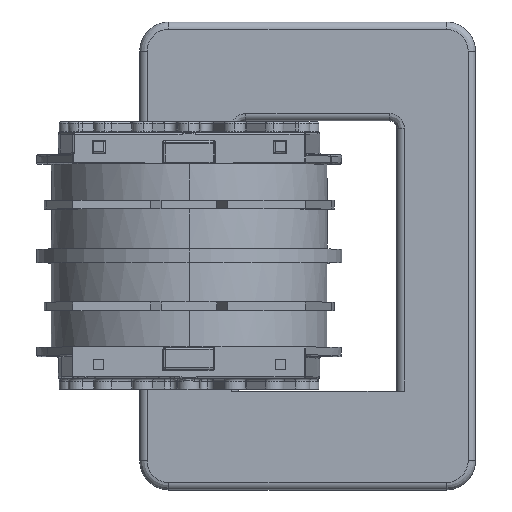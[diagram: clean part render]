
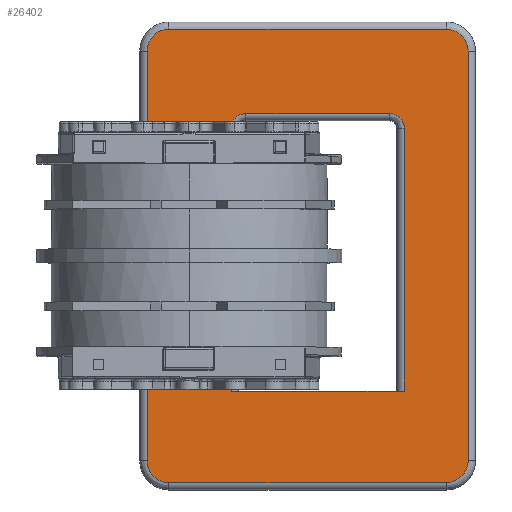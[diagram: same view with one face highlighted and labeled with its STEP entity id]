
A CAD part, top view. The second image highlights one B-rep face of the part: STEP entity #26402.
In plain terms, the highlighted free-form (B-spline) face has degree [1, 1] with [2, 2] control points.
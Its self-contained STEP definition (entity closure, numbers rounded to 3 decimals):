
#26402 = ADVANCED_FACE('',(#26403,#26465),#26511,.F.);
#26403 = FACE_BOUND('',#26404,.T.);
#26404 = EDGE_LOOP('',(#26405,#26414,#26422,#26429,#26437,#26444,#26452,
    #26459));
#26405 = ORIENTED_EDGE('',*,*,#26406,.T.);
#26406 = EDGE_CURVE('',#26407,#26409,#26411,.T.);
#26407 = VERTEX_POINT('',#26408);
#26408 = CARTESIAN_POINT('',(17.107,15.536,
    3.286));
#26409 = VERTEX_POINT('',#26410);
#26410 = CARTESIAN_POINT('',(-1.353,15.536,
    3.286));
#26411 = B_SPLINE_CURVE_WITH_KNOTS('',1,(#26412,#26413),.UNSPECIFIED.,
  .F.,.F.,(2,2),(-14.3,4.8),.PIECEWISE_BEZIER_KNOTS.);
#26412 = CARTESIAN_POINT('',(17.107,15.536,
    3.286));
#26413 = CARTESIAN_POINT('',(-1.353,15.536,
    3.286));
#26414 = ORIENTED_EDGE('',*,*,#26415,.T.);
#26415 = EDGE_CURVE('',#26409,#26416,#26418,.T.);
#26416 = VERTEX_POINT('',#26417);
#26417 = CARTESIAN_POINT('',(-2.803,14.086,
    3.286));
#26418 = ( BOUNDED_CURVE() B_SPLINE_CURVE(2,(#26419,#26420,#26421),
.UNSPECIFIED.,.F.,.F.) B_SPLINE_CURVE_WITH_KNOTS((3,3),(0.,
1.571),.PIECEWISE_BEZIER_KNOTS.) CURVE() 
GEOMETRIC_REPRESENTATION_ITEM() RATIONAL_B_SPLINE_CURVE((1.,
0.707,1.)) REPRESENTATION_ITEM('') );
#26419 = CARTESIAN_POINT('',(-1.353,15.536,
    3.286));
#26420 = CARTESIAN_POINT('',(-2.803,15.536,
    3.286));
#26421 = CARTESIAN_POINT('',(-2.803,14.086,
    3.286));
#26422 = ORIENTED_EDGE('',*,*,#26423,.T.);
#26423 = EDGE_CURVE('',#26416,#26424,#26426,.T.);
#26424 = VERTEX_POINT('',#26425);
#26425 = CARTESIAN_POINT('',(-2.803,-13.168,
    3.286));
#26426 = B_SPLINE_CURVE_WITH_KNOTS('',1,(#26427,#26428),.UNSPECIFIED.,
  .F.,.F.,(2,2),(2.,30.2),.PIECEWISE_BEZIER_KNOTS.);
#26427 = CARTESIAN_POINT('',(-2.803,14.086,
    3.286));
#26428 = CARTESIAN_POINT('',(-2.803,-13.168,
    3.286));
#26429 = ORIENTED_EDGE('',*,*,#26430,.T.);
#26430 = EDGE_CURVE('',#26424,#26431,#26433,.T.);
#26431 = VERTEX_POINT('',#26432);
#26432 = CARTESIAN_POINT('',(-1.353,-14.618,
    3.286));
#26433 = ( BOUNDED_CURVE() B_SPLINE_CURVE(2,(#26434,#26435,#26436),
.UNSPECIFIED.,.F.,.F.) B_SPLINE_CURVE_WITH_KNOTS((3,3),(1.571,
3.142),.PIECEWISE_BEZIER_KNOTS.) CURVE() 
GEOMETRIC_REPRESENTATION_ITEM() RATIONAL_B_SPLINE_CURVE((1.,
0.707,1.)) REPRESENTATION_ITEM('') );
#26434 = CARTESIAN_POINT('',(-2.803,-13.168,
    3.286));
#26435 = CARTESIAN_POINT('',(-2.803,-14.618,
    3.286));
#26436 = CARTESIAN_POINT('',(-1.353,-14.618,
    3.286));
#26437 = ORIENTED_EDGE('',*,*,#26438,.T.);
#26438 = EDGE_CURVE('',#26431,#26439,#26441,.T.);
#26439 = VERTEX_POINT('',#26440);
#26440 = CARTESIAN_POINT('',(17.107,-14.618,
    3.286));
#26441 = B_SPLINE_CURVE_WITH_KNOTS('',1,(#26442,#26443),.UNSPECIFIED.,
  .F.,.F.,(2,2),(-4.8,14.3),.PIECEWISE_BEZIER_KNOTS.);
#26442 = CARTESIAN_POINT('',(-1.353,-14.618,
    3.286));
#26443 = CARTESIAN_POINT('',(17.107,-14.618,
    3.286));
#26444 = ORIENTED_EDGE('',*,*,#26445,.T.);
#26445 = EDGE_CURVE('',#26439,#26446,#26448,.T.);
#26446 = VERTEX_POINT('',#26447);
#26447 = CARTESIAN_POINT('',(18.556,-13.168,
    3.286));
#26448 = ( BOUNDED_CURVE() B_SPLINE_CURVE(2,(#26449,#26450,#26451),
.UNSPECIFIED.,.F.,.F.) B_SPLINE_CURVE_WITH_KNOTS((3,3),(3.142,
4.712),.PIECEWISE_BEZIER_KNOTS.) CURVE() 
GEOMETRIC_REPRESENTATION_ITEM() RATIONAL_B_SPLINE_CURVE((1.,
0.707,1.)) REPRESENTATION_ITEM('') );
#26449 = CARTESIAN_POINT('',(17.107,-14.618,
    3.286));
#26450 = CARTESIAN_POINT('',(18.556,-14.618,
    3.286));
#26451 = CARTESIAN_POINT('',(18.556,-13.168,
    3.286));
#26452 = ORIENTED_EDGE('',*,*,#26453,.T.);
#26453 = EDGE_CURVE('',#26446,#26454,#26456,.T.);
#26454 = VERTEX_POINT('',#26455);
#26455 = CARTESIAN_POINT('',(18.556,14.086,
    3.286));
#26456 = B_SPLINE_CURVE_WITH_KNOTS('',1,(#26457,#26458),.UNSPECIFIED.,
  .F.,.F.,(2,2),(-28.2,0.),.PIECEWISE_BEZIER_KNOTS.);
#26457 = CARTESIAN_POINT('',(18.556,-13.168,
    3.286));
#26458 = CARTESIAN_POINT('',(18.556,14.086,
    3.286));
#26459 = ORIENTED_EDGE('',*,*,#26460,.T.);
#26460 = EDGE_CURVE('',#26454,#26407,#26461,.T.);
#26461 = ( BOUNDED_CURVE() B_SPLINE_CURVE(2,(#26462,#26463,#26464),
.UNSPECIFIED.,.F.,.F.) B_SPLINE_CURVE_WITH_KNOTS((3,3),(4.712,
6.283),.PIECEWISE_BEZIER_KNOTS.) CURVE() 
GEOMETRIC_REPRESENTATION_ITEM() RATIONAL_B_SPLINE_CURVE((1.,
0.707,1.)) REPRESENTATION_ITEM('') );
#26462 = CARTESIAN_POINT('',(18.556,14.086,
    3.286));
#26463 = CARTESIAN_POINT('',(18.556,15.536,
    3.286));
#26464 = CARTESIAN_POINT('',(17.107,15.536,
    3.286));
#26465 = FACE_BOUND('',#26466,.T.);
#26466 = EDGE_LOOP('',(#26467,#26476,#26483,#26490,#26498,#26505));
#26467 = ORIENTED_EDGE('',*,*,#26468,.T.);
#26468 = EDGE_CURVE('',#26469,#26471,#26473,.T.);
#26469 = VERTEX_POINT('',#26470);
#26470 = CARTESIAN_POINT('',(14.304,8.964,
    3.286));
#26471 = VERTEX_POINT('',#26472);
#26472 = CARTESIAN_POINT('',(14.304,-8.529,
    3.286));
#26473 = B_SPLINE_CURVE_WITH_KNOTS('',1,(#26474,#26475),.UNSPECIFIED.,
  .F.,.F.,(2,2),(7.3,25.4),.PIECEWISE_BEZIER_KNOTS.);
#26474 = CARTESIAN_POINT('',(14.304,8.964,
    3.286));
#26475 = CARTESIAN_POINT('',(14.304,-8.529,
    3.286));
#26476 = ORIENTED_EDGE('',*,*,#26477,.T.);
#26477 = EDGE_CURVE('',#26471,#26478,#26480,.T.);
#26478 = VERTEX_POINT('',#26479);
#26479 = CARTESIAN_POINT('',(2.803,-8.529,
    3.286));
#26480 = B_SPLINE_CURVE_WITH_KNOTS('',1,(#26481,#26482),.UNSPECIFIED.,
  .F.,.F.,(2,2),(-0.5,11.4),.PIECEWISE_BEZIER_KNOTS.);
#26481 = CARTESIAN_POINT('',(14.304,-8.529,
    3.286));
#26482 = CARTESIAN_POINT('',(2.803,-8.529,
    3.286));
#26483 = ORIENTED_EDGE('',*,*,#26484,.T.);
#26484 = EDGE_CURVE('',#26478,#26485,#26487,.T.);
#26485 = VERTEX_POINT('',#26486);
#26486 = CARTESIAN_POINT('',(2.803,8.964,
    3.286));
#26487 = B_SPLINE_CURVE_WITH_KNOTS('',1,(#26488,#26489),.UNSPECIFIED.,
  .F.,.F.,(2,2),(-18.6,-0.5),.PIECEWISE_BEZIER_KNOTS.);
#26488 = CARTESIAN_POINT('',(2.803,-8.529,
    3.286));
#26489 = CARTESIAN_POINT('',(2.803,8.964,
    3.286));
#26490 = ORIENTED_EDGE('',*,*,#26491,.F.);
#26491 = EDGE_CURVE('',#26492,#26485,#26494,.T.);
#26492 = VERTEX_POINT('',#26493);
#26493 = CARTESIAN_POINT('',(3.769,9.931,
    3.286));
#26494 = ( BOUNDED_CURVE() B_SPLINE_CURVE(2,(#26495,#26496,#26497),
.UNSPECIFIED.,.F.,.F.) B_SPLINE_CURVE_WITH_KNOTS((3,3),(0.,
1.571),.PIECEWISE_BEZIER_KNOTS.) CURVE() 
GEOMETRIC_REPRESENTATION_ITEM() RATIONAL_B_SPLINE_CURVE((1.,
0.707,1.)) REPRESENTATION_ITEM('') );
#26495 = CARTESIAN_POINT('',(3.769,9.931,
    3.286));
#26496 = CARTESIAN_POINT('',(2.803,9.931,
    3.286));
#26497 = CARTESIAN_POINT('',(2.803,8.964,
    3.286));
#26498 = ORIENTED_EDGE('',*,*,#26499,.T.);
#26499 = EDGE_CURVE('',#26492,#26500,#26502,.T.);
#26500 = VERTEX_POINT('',#26501);
#26501 = CARTESIAN_POINT('',(13.337,9.931,
    3.286));
#26502 = B_SPLINE_CURVE_WITH_KNOTS('',1,(#26503,#26504),.UNSPECIFIED.,
  .F.,.F.,(2,2),(0.5,10.4),.PIECEWISE_BEZIER_KNOTS.);
#26503 = CARTESIAN_POINT('',(3.769,9.931,
    3.286));
#26504 = CARTESIAN_POINT('',(13.337,9.931,
    3.286));
#26505 = ORIENTED_EDGE('',*,*,#26506,.F.);
#26506 = EDGE_CURVE('',#26469,#26500,#26507,.T.);
#26507 = ( BOUNDED_CURVE() B_SPLINE_CURVE(2,(#26508,#26509,#26510),
.UNSPECIFIED.,.F.,.F.) B_SPLINE_CURVE_WITH_KNOTS((3,3),(4.712,
6.283),.PIECEWISE_BEZIER_KNOTS.) CURVE() 
GEOMETRIC_REPRESENTATION_ITEM() RATIONAL_B_SPLINE_CURVE((1.,
0.707,1.)) REPRESENTATION_ITEM('') );
#26508 = CARTESIAN_POINT('',(14.304,8.964,
    3.286));
#26509 = CARTESIAN_POINT('',(14.304,9.931,
    3.286));
#26510 = CARTESIAN_POINT('',(13.337,9.931,
    3.286));
#26511 = B_SPLINE_SURFACE_WITH_KNOTS('',1,1,(
    (#26512,#26513)
    ,(#26514,#26515
  )),.UNSPECIFIED.,.F.,.F.,.F.,(2,2),(2,2),(-31.7,-0.5),(-6.3,15.8),
  .PIECEWISE_BEZIER_KNOTS.);
#26512 = CARTESIAN_POINT('',(-2.803,-14.618,
    3.286));
#26513 = CARTESIAN_POINT('',(18.556,-14.618,
    3.286));
#26514 = CARTESIAN_POINT('',(-2.803,15.536,
    3.286));
#26515 = CARTESIAN_POINT('',(18.556,15.536,
    3.286));
